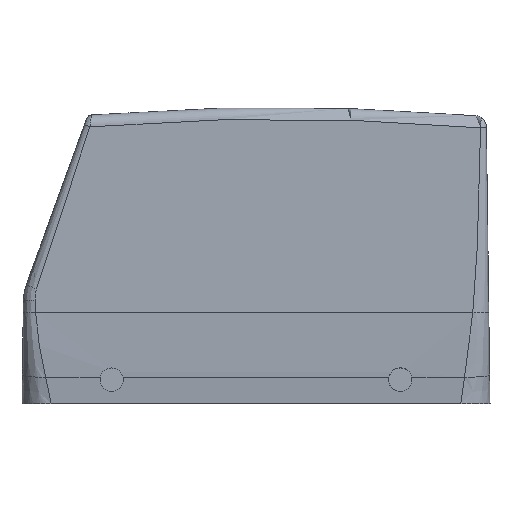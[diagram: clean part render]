
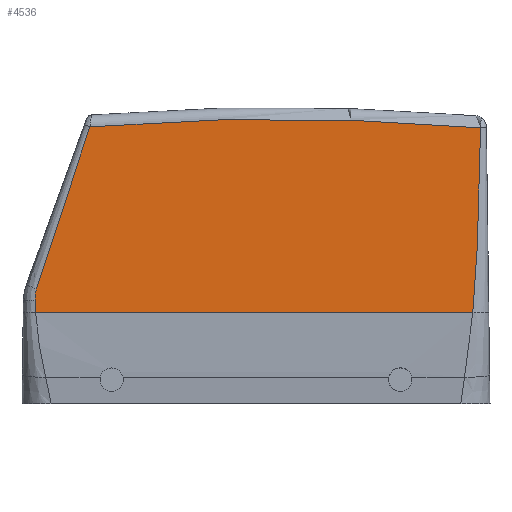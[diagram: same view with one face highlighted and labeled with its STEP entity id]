
A CAD part, left-side view. The second image highlights one B-rep face of the part: STEP entity #4536.
In plain terms, the highlighted planar face has unit normal (-1, 0, 0).
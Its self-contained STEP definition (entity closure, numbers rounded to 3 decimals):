
#4478=AXIS2_PLACEMENT_3D('Circle Axis2P3D',#4476,#4477,$) ;
#4493=AXIS2_PLACEMENT_3D('Plane Axis2P3D',#4490,#4491,#4492) ;
#2949=CARTESIAN_POINT('Vertex',(6.75,2.422,70.768)) ;
#3248=CARTESIAN_POINT('Vertex',(6.75,4.416,23.338)) ;
#3252=CARTESIAN_POINT('Control Point',(6.75,2.422,70.768)) ;
#3253=CARTESIAN_POINT('Control Point',(6.75,2.424,70.65)) ;
#3254=CARTESIAN_POINT('Control Point',(6.75,2.426,70.525)) ;
#3255=CARTESIAN_POINT('Control Point',(6.75,2.43,70.267)) ;
#3256=CARTESIAN_POINT('Control Point',(6.75,2.435,70.)) ;
#3257=CARTESIAN_POINT('Control Point',(6.75,2.439,69.732)) ;
#3258=CARTESIAN_POINT('Control Point',(6.75,2.442,69.583)) ;
#3259=CARTESIAN_POINT('Control Point',(6.75,2.449,69.135)) ;
#3260=CARTESIAN_POINT('Control Point',(6.75,2.457,68.688)) ;
#3261=CARTESIAN_POINT('Control Point',(6.75,2.462,68.389)) ;
#3262=CARTESIAN_POINT('Control Point',(6.75,2.477,67.494)) ;
#3263=CARTESIAN_POINT('Control Point',(6.75,2.494,66.599)) ;
#3264=CARTESIAN_POINT('Control Point',(6.75,2.505,66.002)) ;
#3265=CARTESIAN_POINT('Control Point',(6.75,2.539,64.212)) ;
#3266=CARTESIAN_POINT('Control Point',(6.75,2.577,62.423)) ;
#3267=CARTESIAN_POINT('Control Point',(6.75,2.603,61.23)) ;
#3268=CARTESIAN_POINT('Control Point',(6.75,2.683,57.853)) ;
#3269=CARTESIAN_POINT('Control Point',(6.75,2.774,54.477)) ;
#3270=CARTESIAN_POINT('Control Point',(6.75,2.838,52.294)) ;
#3271=CARTESIAN_POINT('Control Point',(6.75,2.974,47.929)) ;
#3272=CARTESIAN_POINT('Control Point',(6.75,3.131,43.565)) ;
#3273=CARTESIAN_POINT('Control Point',(6.75,3.215,41.383)) ;
#3274=CARTESIAN_POINT('Control Point',(6.75,3.35,38.204)) ;
#3275=CARTESIAN_POINT('Control Point',(6.75,3.512,35.025)) ;
#3276=CARTESIAN_POINT('Control Point',(6.75,3.566,34.046)) ;
#3277=CARTESIAN_POINT('Control Point',(6.75,3.727,31.305)) ;
#3278=CARTESIAN_POINT('Control Point',(6.75,3.927,28.564)) ;
#3279=CARTESIAN_POINT('Control Point',(6.75,4.072,26.822)) ;
#3280=CARTESIAN_POINT('Control Point',(6.75,4.236,25.08)) ;
#3281=CARTESIAN_POINT('Control Point',(6.75,4.416,23.338)) ;
#3381=CARTESIAN_POINT('Line Origine',(6.75,59.368,23.338)) ;
#3385=CARTESIAN_POINT('Vertex',(6.75,116.502,23.338)) ;
#3659=CARTESIAN_POINT('Control Point',(6.75,116.653,26.461)) ;
#3660=CARTESIAN_POINT('Control Point',(6.75,116.628,25.837)) ;
#3661=CARTESIAN_POINT('Control Point',(6.75,116.602,25.212)) ;
#3662=CARTESIAN_POINT('Control Point',(6.75,116.573,24.588)) ;
#3663=CARTESIAN_POINT('Control Point',(6.75,116.54,23.964)) ;
#3664=CARTESIAN_POINT('Control Point',(6.75,116.502,23.338)) ;
#3665=CARTESIAN_POINT('Vertex',(6.75,116.653,26.461)) ;
#4473=CARTESIAN_POINT('Vertex',(6.75,102.578,71.02)) ;
#4476=CARTESIAN_POINT('Axis2P3D Location',(6.75,54.,-524.)) ;
#4490=CARTESIAN_POINT('Axis2P3D Location',(6.75,-101.926,-53.43)) ;
#4496=CARTESIAN_POINT('Control Point',(6.75,102.578,71.02)) ;
#4497=CARTESIAN_POINT('Control Point',(6.75,102.614,70.917)) ;
#4498=CARTESIAN_POINT('Control Point',(6.75,102.65,70.814)) ;
#4499=CARTESIAN_POINT('Control Point',(6.75,102.685,70.711)) ;
#4500=CARTESIAN_POINT('Control Point',(6.75,102.757,70.504)) ;
#4501=CARTESIAN_POINT('Control Point',(6.75,102.829,70.297)) ;
#4502=CARTESIAN_POINT('Control Point',(6.75,102.865,70.193)) ;
#4503=CARTESIAN_POINT('Control Point',(6.75,103.402,68.642)) ;
#4504=CARTESIAN_POINT('Control Point',(6.75,103.938,67.089)) ;
#4505=CARTESIAN_POINT('Control Point',(6.75,104.436,65.639)) ;
#4506=CARTESIAN_POINT('Control Point',(6.75,105.501,62.526)) ;
#4507=CARTESIAN_POINT('Control Point',(6.75,106.557,59.407)) ;
#4508=CARTESIAN_POINT('Control Point',(6.75,107.11,57.764)) ;
#4509=CARTESIAN_POINT('Control Point',(6.75,109.179,51.582)) ;
#4510=CARTESIAN_POINT('Control Point',(6.75,111.207,45.403)) ;
#4511=CARTESIAN_POINT('Control Point',(6.75,112.671,40.894)) ;
#4512=CARTESIAN_POINT('Control Point',(6.75,114.285,35.896)) ;
#4513=CARTESIAN_POINT('Control Point',(6.75,115.861,30.891)) ;
#4514=CARTESIAN_POINT('Control Point',(6.75,116.007,30.424)) ;
#4515=CARTESIAN_POINT('Control Point',(6.75,116.153,29.957)) ;
#4516=CARTESIAN_POINT('Control Point',(6.75,116.299,29.489)) ;
#4517=CARTESIAN_POINT('Vertex',(6.75,116.299,29.489)) ;
#4521=CARTESIAN_POINT('Control Point',(6.75,116.299,29.489)) ;
#4522=CARTESIAN_POINT('Control Point',(6.75,116.474,28.9)) ;
#4523=CARTESIAN_POINT('Control Point',(6.75,116.599,28.295)) ;
#4524=CARTESIAN_POINT('Control Point',(6.75,116.671,27.683)) ;
#4525=CARTESIAN_POINT('Control Point',(6.75,116.689,27.069)) ;
#4526=CARTESIAN_POINT('Control Point',(6.75,116.653,26.461)) ;
#3382=DIRECTION('Vector Direction',(0.,-1.,0.)) ;
#4477=DIRECTION('Axis2P3D Direction',(-1.,0.,0.)) ;
#4491=DIRECTION('Axis2P3D Direction',(-1.,0.,0.)) ;
#4492=DIRECTION('Axis2P3D XDirection',(0.,-0.317,0.949)) ;
#3383=VECTOR('Line Direction',#3382,1.) ;
#4529=ORIENTED_EDGE('',*,*,#4480,.T.) ;
#4530=ORIENTED_EDGE('',*,*,#4519,.F.) ;
#4531=ORIENTED_EDGE('',*,*,#4527,.F.) ;
#4532=ORIENTED_EDGE('',*,*,#3667,.F.) ;
#4533=ORIENTED_EDGE('',*,*,#3387,.T.) ;
#4534=ORIENTED_EDGE('',*,*,#3282,.T.) ;
#4536=ADVANCED_FACE('Hood',(#4535),#4494,.T.) ;
#3251=B_SPLINE_CURVE_WITH_KNOTS('',5,(#3252,#3253,#3254,#3255,#3256,#3257,#3258,#3259,#3260,#3261,#3262,#3263,#3264,#3265,#3266,#3267,#3268,#3269,#3270,#3271,#3272,#3273,#3274,#3275,#3276,#3277,#3278,#3279,#3280,#3281),.UNSPECIFIED.,.F.,.U.,(6,3,3,3,3,3,3,3,3,6),(7.76,8.352,9.098,10.592,13.579,19.553,30.498,41.443,46.451,55.207),.UNSPECIFIED.) ;
#3658=B_SPLINE_CURVE_WITH_KNOTS('',5,(#3659,#3660,#3661,#3662,#3663,#3664),.UNSPECIFIED.,.F.,.U.,(6,6),(86.846,89.97),.UNSPECIFIED.) ;
#4495=B_SPLINE_CURVE_WITH_KNOTS('',5,(#4496,#4497,#4498,#4499,#4500,#4501,#4502,#4503,#4504,#4505,#4506,#4507,#4508,#4509,#4510,#4511,#4512,#4513,#4514,#4515,#4516),.UNSPECIFIED.,.F.,.U.,(6,3,3,3,3,3,6),(0.,0.774,1.548,12.38,24.795,58.432,61.892),.UNSPECIFIED.) ;
#4520=B_SPLINE_CURVE_WITH_KNOTS('',5,(#4521,#4522,#4523,#4524,#4525,#4526),.UNSPECIFIED.,.F.,.U.,(6,6),(0.,4.339),.UNSPECIFIED.) ;
#4479=CIRCLE('generated circle',#4478,597.) ;
#3282=EDGE_CURVE('',#3249,#2950,#3251,.F.) ;
#3387=EDGE_CURVE('',#3386,#3249,#3384,.T.) ;
#3667=EDGE_CURVE('',#3386,#3666,#3658,.F.) ;
#4480=EDGE_CURVE('',#2950,#4474,#4479,.T.) ;
#4519=EDGE_CURVE('',#4518,#4474,#4495,.F.) ;
#4527=EDGE_CURVE('',#3666,#4518,#4520,.F.) ;
#4528=EDGE_LOOP('',(#4529,#4530,#4531,#4532,#4533,#4534)) ;
#4535=FACE_OUTER_BOUND('',#4528,.T.) ;
#3384=LINE('Line',#3381,#3383) ;
#4494=PLANE('',#4493) ;
#2950=VERTEX_POINT('',#2949) ;
#3249=VERTEX_POINT('',#3248) ;
#3386=VERTEX_POINT('',#3385) ;
#3666=VERTEX_POINT('',#3665) ;
#4474=VERTEX_POINT('',#4473) ;
#4518=VERTEX_POINT('',#4517) ;
